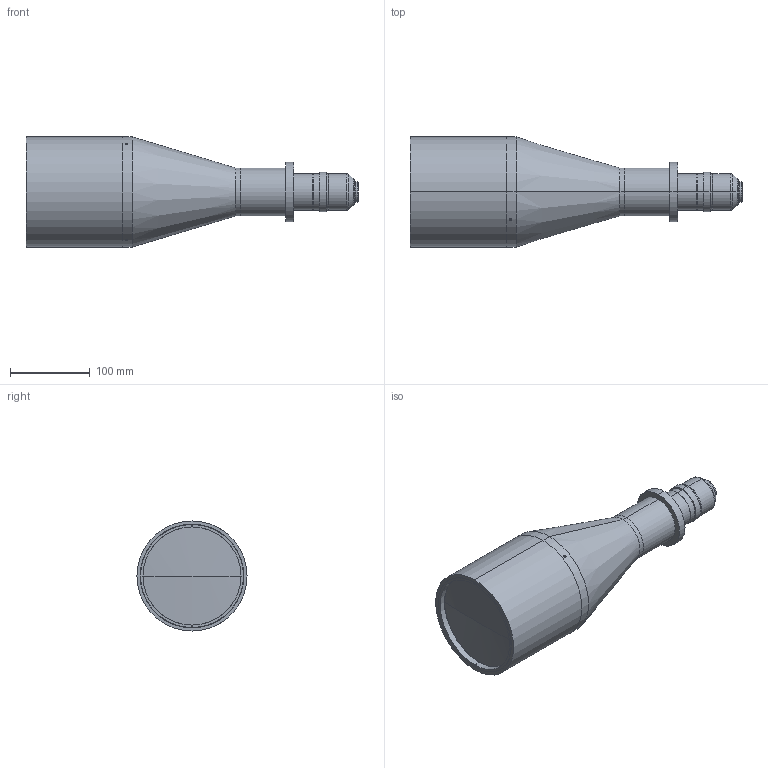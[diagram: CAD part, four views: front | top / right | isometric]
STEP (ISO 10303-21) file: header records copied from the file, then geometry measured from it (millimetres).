
FILE_DESCRIPTION (( 'STEP AP203' ), '1' );
FILE_NAME ('S5LPJ1533_01.STEP', '2022-02-25T10:15:00', ( '' ), ( '' ), 'SwSTEP 2.0', 'SolidWorks 2021', '' );
FILE_SCHEMA (( 'CONFIG_CONTROL_DESIGN' ));
Length unit declared in the file: millimetre
Products named in the file (18): S5LAO2935; 236908; 111311; S5LMN2935; 111310; S5LDX1520; S5LPJ1533_01; 473402; S5LAO1520; 473403; 473401; 190804; 473405; 111307; S5MEC0010; 097108; 239407; DIN 913 - M3 x 3-N_DIN 913 - M3 x 3-N
Assembly tree (20 placements, depth 4):
  S5LPJ1533_01
    S5LAO1520
      S5LDX1520
    097108
    111307
    111310
    111311
    190804
    239407
    473401
      S5LAO2935
        S5LMN2935
      473402
      473403
      473405
      236908
      S5MEC0010
      DIN 913 - M3 x 3-N_DIN 913 - M3 x 3-N
    DIN 913 - M3 x 3-N_DIN 913 - M3 x 3-N  x3
Bounding box: 416.01 x 138 x 138 mm (x, y, z)
Volume: 1040833.8 mm3; surface area: 336277.3 mm2
Topology: 17 solids, 17 shells, 483 faces, 1016 edges, 603 vertices
Faces by surface type: cylinder 168, cone 122, plane 107, torus 78, sphere 8
Entity records: 14142 total; most frequent: DIRECTION 2402, CARTESIAN_POINT 2279, ORIENTED_EDGE 1836, AXIS2_PLACEMENT_3D 1042, EDGE_CURVE 918, CIRCLE 578, VERTEX_POINT 543, EDGE_LOOP 503
